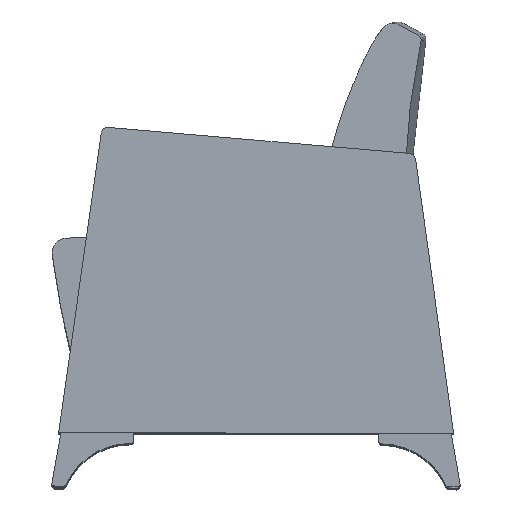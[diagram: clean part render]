
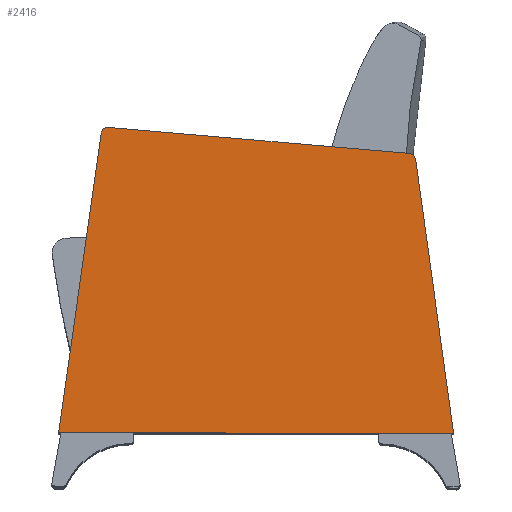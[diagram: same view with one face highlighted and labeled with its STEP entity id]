
A CAD part, top view. The second image highlights one B-rep face of the part: STEP entity #2416.
In plain terms, the highlighted planar face has unit normal (0, 0, 1).
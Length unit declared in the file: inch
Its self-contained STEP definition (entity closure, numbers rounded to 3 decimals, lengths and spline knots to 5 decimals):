
#405=PLANE('',#2708);
#538=FACE_OUTER_BOUND('',#698,.T.);
#698=EDGE_LOOP('',(#2150,#2151,#2152,#2153,#2154,#2155));
#805=LINE('',#5791,#870);
#808=LINE('',#5796,#873);
#809=LINE('',#5801,#874);
#810=LINE('',#5802,#875);
#870=VECTOR('',#3209,0.3937);
#873=VECTOR('',#3214,0.3937);
#874=VECTOR('',#3219,0.3937);
#875=VECTOR('',#3220,0.3937);
#979=CIRCLE('',#2702,0.5);
#982=CIRCLE('',#2709,0.5);
#1186=VERTEX_POINT('',#5771);
#1187=VERTEX_POINT('',#5772);
#1194=VERTEX_POINT('',#5790);
#1195=VERTEX_POINT('',#5794);
#1196=VERTEX_POINT('',#5798);
#1197=VERTEX_POINT('',#5800);
#1514=EDGE_CURVE('',#1186,#1187,#979,.T.);
#1523=EDGE_CURVE('',#1187,#1194,#805,.T.);
#1526=EDGE_CURVE('',#1186,#1195,#808,.T.);
#1527=EDGE_CURVE('',#1196,#1195,#982,.T.);
#1528=EDGE_CURVE('',#1197,#1196,#809,.T.);
#1529=EDGE_CURVE('',#1194,#1197,#810,.T.);
#2150=ORIENTED_EDGE('',*,*,#1514,.F.);
#2151=ORIENTED_EDGE('',*,*,#1526,.T.);
#2152=ORIENTED_EDGE('',*,*,#1527,.F.);
#2153=ORIENTED_EDGE('',*,*,#1528,.F.);
#2154=ORIENTED_EDGE('',*,*,#1529,.F.);
#2155=ORIENTED_EDGE('',*,*,#1523,.F.);
#2416=ADVANCED_FACE('',(#538),#405,.T.);
#2702=AXIS2_PLACEMENT_3D('',#5773,#3193,#3194);
#2708=AXIS2_PLACEMENT_3D('',#5797,#3215,#3216);
#2709=AXIS2_PLACEMENT_3D('',#5799,#3217,#3218);
#3193=DIRECTION('center_axis',(0.,0.,-1.));
#3194=DIRECTION('ref_axis',(0.687,0.726,0.));
#3209=DIRECTION('',(0.139,-0.99,0.));
#3214=DIRECTION('',(-0.996,0.084,0.));
#3215=DIRECTION('center_axis',(0.,0.,1.));
#3216=DIRECTION('ref_axis',(1.,0.,0.));
#3217=DIRECTION('center_axis',(0.,0.,-1.));
#3218=DIRECTION('ref_axis',(-0.656,0.755,0.));
#3219=DIRECTION('',(0.139,0.99,0.));
#3220=DIRECTION('',(-1.,0.,0.));
#5771=CARTESIAN_POINT('',(9.12104,20.07558,2.75));
#5772=CARTESIAN_POINT('',(9.57405,19.64695,2.75));
#5773=CARTESIAN_POINT('Origin',(9.07891,19.57736,2.75));
#5790=CARTESIAN_POINT('',(12.28079,0.38751,2.75));
#5791=CARTESIAN_POINT('',(9.25916,21.88751,2.75));
#5794=CARTESIAN_POINT('',(-12.15771,21.87479,2.75));
#5796=CARTESIAN_POINT('',(-6.44152,21.39147,2.75));
#5797=CARTESIAN_POINT('Origin',(-1.61059,10.43854,2.75));
#5798=CARTESIAN_POINT('',(-12.54082,21.45709,2.75));
#5799=CARTESIAN_POINT('Origin',(-12.04569,21.38751,2.75));
#5800=CARTESIAN_POINT('',(-15.50196,0.38751,2.75));
#5801=CARTESIAN_POINT('',(-15.50196,0.38751,2.75));
#5802=CARTESIAN_POINT('',(12.28079,0.38751,2.75));
